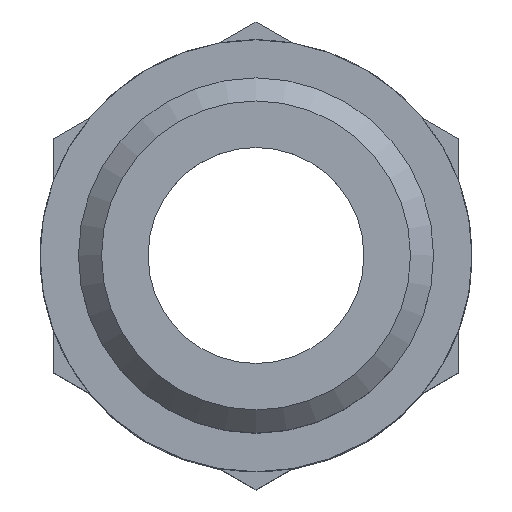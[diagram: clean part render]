
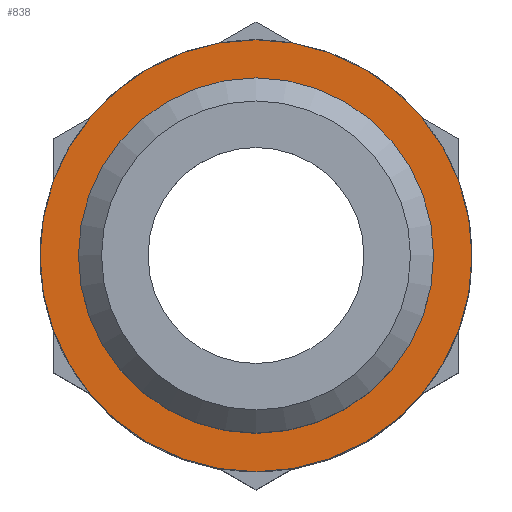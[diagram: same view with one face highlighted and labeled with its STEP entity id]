
A CAD part, top view. The second image highlights one B-rep face of the part: STEP entity #838.
In plain terms, the highlighted planar face has unit normal (0, 0, 1).
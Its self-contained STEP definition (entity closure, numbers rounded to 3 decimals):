
#145=PLANE('',#942);
#307=ORIENTED_EDGE('',*,*,#478,.F.);
#308=ORIENTED_EDGE('',*,*,#479,.T.);
#478=EDGE_CURVE('',#566,#566,#618,.T.);
#479=EDGE_CURVE('',#567,#567,#619,.T.);
#566=VERTEX_POINT('',#1437);
#567=VERTEX_POINT('',#1440);
#618=CIRCLE('',#941,6.579);
#619=CIRCLE('',#943,8.);
#682=EDGE_LOOP('',(#307));
#683=EDGE_LOOP('',(#308));
#760=FACE_BOUND('',#682,.T.);
#761=FACE_BOUND('',#683,.T.);
#838=ADVANCED_FACE('',(#760,#761),#145,.F.);
#941=AXIS2_PLACEMENT_3D('',#1436,#1145,#1146);
#942=AXIS2_PLACEMENT_3D('',#1438,#1147,#1148);
#943=AXIS2_PLACEMENT_3D('',#1439,#1149,#1150);
#1145=DIRECTION('',(0.,0.,1.));
#1146=DIRECTION('',(1.,0.,0.));
#1147=DIRECTION('',(0.,0.,-1.));
#1148=DIRECTION('',(-1.,0.,0.));
#1149=DIRECTION('',(0.,0.,1.));
#1150=DIRECTION('',(1.,0.,0.));
#1436=CARTESIAN_POINT('',(0.,0.,0.));
#1437=CARTESIAN_POINT('',(6.579,0.,0.));
#1438=CARTESIAN_POINT('',(8.,0.,0.));
#1439=CARTESIAN_POINT('',(0.,0.,0.));
#1440=CARTESIAN_POINT('',(8.,0.,0.));
